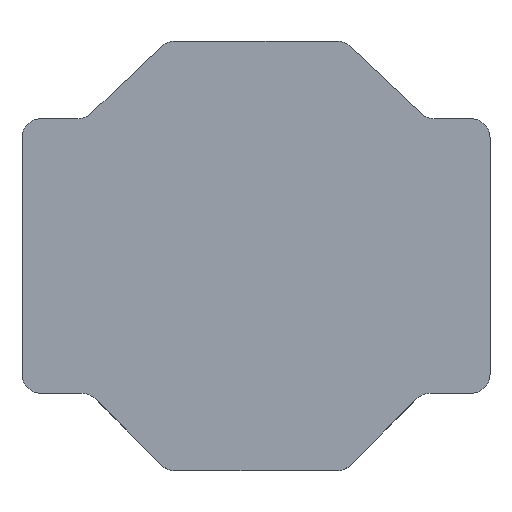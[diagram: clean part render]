
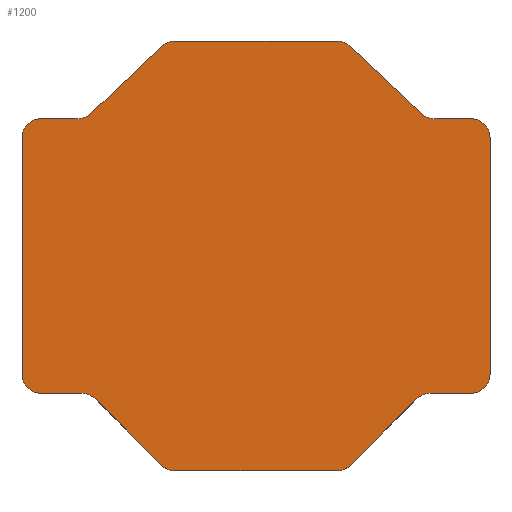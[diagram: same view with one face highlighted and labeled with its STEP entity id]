
A CAD part, front view. The second image highlights one B-rep face of the part: STEP entity #1200.
In plain terms, the highlighted planar face has unit normal (0, -1, 0).
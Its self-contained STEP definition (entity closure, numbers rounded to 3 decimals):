
#62=PLANE('',#1324);
#122=FACE_OUTER_BOUND('',#197,.T.);
#197=EDGE_LOOP('',(#962,#963,#964,#965,#966,#967,#968,#969,#970,#971,#972,
#973,#974,#975,#976,#977,#978,#979,#980,#981,#982,#983,#984,#985));
#270=LINE('',#1880,#379);
#273=LINE('',#1889,#382);
#280=LINE('',#1944,#389);
#286=LINE('',#1985,#395);
#291=LINE('',#2000,#400);
#296=LINE('',#2015,#405);
#299=LINE('',#2021,#408);
#300=LINE('',#2025,#409);
#301=LINE('',#2028,#410);
#302=LINE('',#2032,#411);
#303=LINE('',#2035,#412);
#304=LINE('',#2039,#413);
#379=VECTOR('',#1502,10.);
#382=VECTOR('',#1509,10.);
#389=VECTOR('',#1536,10.);
#395=VECTOR('',#1574,10.);
#400=VECTOR('',#1587,10.);
#405=VECTOR('',#1600,10.);
#408=VECTOR('',#1605,10.);
#409=VECTOR('',#1608,10.);
#410=VECTOR('',#1611,10.);
#411=VECTOR('',#1614,10.);
#412=VECTOR('',#1617,10.);
#413=VECTOR('',#1620,10.);
#470=CIRCLE('',#1285,3.);
#473=CIRCLE('',#1291,3.);
#480=CIRCLE('',#1304,3.);
#487=CIRCLE('',#1317,3.);
#489=CIRCLE('',#1321,3.);
#491=CIRCLE('',#1325,3.);
#492=CIRCLE('',#1326,3.);
#493=CIRCLE('',#1327,3.);
#494=CIRCLE('',#1328,3.);
#495=CIRCLE('',#1329,3.);
#496=CIRCLE('',#1330,3.);
#497=CIRCLE('',#1331,3.);
#550=VERTEX_POINT('',#1854);
#551=VERTEX_POINT('',#1856);
#554=VERTEX_POINT('',#1879);
#556=VERTEX_POINT('',#1885);
#558=VERTEX_POINT('',#1888);
#561=VERTEX_POINT('',#1895);
#569=VERTEX_POINT('',#1942);
#571=VERTEX_POINT('',#1961);
#578=VERTEX_POINT('',#1984);
#580=VERTEX_POINT('',#1990);
#581=VERTEX_POINT('',#1991);
#584=VERTEX_POINT('',#1999);
#586=VERTEX_POINT('',#2005);
#587=VERTEX_POINT('',#2006);
#590=VERTEX_POINT('',#2014);
#592=VERTEX_POINT('',#2020);
#593=VERTEX_POINT('',#2022);
#594=VERTEX_POINT('',#2024);
#595=VERTEX_POINT('',#2027);
#596=VERTEX_POINT('',#2029);
#597=VERTEX_POINT('',#2031);
#598=VERTEX_POINT('',#2034);
#599=VERTEX_POINT('',#2036);
#600=VERTEX_POINT('',#2038);
#678=EDGE_CURVE('',#550,#551,#470,.T.);
#683=EDGE_CURVE('',#554,#551,#270,.T.);
#687=EDGE_CURVE('',#558,#556,#273,.T.);
#691=EDGE_CURVE('',#561,#556,#473,.T.);
#703=EDGE_CURVE('',#561,#569,#280,.T.);
#707=EDGE_CURVE('',#554,#571,#480,.T.);
#718=EDGE_CURVE('',#578,#571,#286,.T.);
#721=EDGE_CURVE('',#580,#581,#487,.T.);
#725=EDGE_CURVE('',#584,#581,#291,.T.);
#728=EDGE_CURVE('',#586,#587,#489,.T.);
#732=EDGE_CURVE('',#590,#587,#296,.T.);
#735=EDGE_CURVE('',#550,#592,#299,.T.);
#736=EDGE_CURVE('',#593,#592,#491,.T.);
#737=EDGE_CURVE('',#593,#594,#300,.T.);
#738=EDGE_CURVE('',#590,#594,#492,.T.);
#739=EDGE_CURVE('',#586,#595,#301,.T.);
#740=EDGE_CURVE('',#596,#595,#493,.T.);
#741=EDGE_CURVE('',#596,#597,#302,.T.);
#742=EDGE_CURVE('',#584,#597,#494,.T.);
#743=EDGE_CURVE('',#580,#598,#303,.T.);
#744=EDGE_CURVE('',#599,#598,#495,.T.);
#745=EDGE_CURVE('',#599,#600,#304,.T.);
#746=EDGE_CURVE('',#558,#600,#496,.T.);
#747=EDGE_CURVE('',#578,#569,#497,.T.);
#962=ORIENTED_EDGE('',*,*,#707,.F.);
#963=ORIENTED_EDGE('',*,*,#683,.T.);
#964=ORIENTED_EDGE('',*,*,#678,.F.);
#965=ORIENTED_EDGE('',*,*,#735,.T.);
#966=ORIENTED_EDGE('',*,*,#736,.F.);
#967=ORIENTED_EDGE('',*,*,#737,.T.);
#968=ORIENTED_EDGE('',*,*,#738,.F.);
#969=ORIENTED_EDGE('',*,*,#732,.T.);
#970=ORIENTED_EDGE('',*,*,#728,.F.);
#971=ORIENTED_EDGE('',*,*,#739,.T.);
#972=ORIENTED_EDGE('',*,*,#740,.F.);
#973=ORIENTED_EDGE('',*,*,#741,.T.);
#974=ORIENTED_EDGE('',*,*,#742,.F.);
#975=ORIENTED_EDGE('',*,*,#725,.T.);
#976=ORIENTED_EDGE('',*,*,#721,.F.);
#977=ORIENTED_EDGE('',*,*,#743,.T.);
#978=ORIENTED_EDGE('',*,*,#744,.F.);
#979=ORIENTED_EDGE('',*,*,#745,.T.);
#980=ORIENTED_EDGE('',*,*,#746,.F.);
#981=ORIENTED_EDGE('',*,*,#687,.T.);
#982=ORIENTED_EDGE('',*,*,#691,.F.);
#983=ORIENTED_EDGE('',*,*,#703,.T.);
#984=ORIENTED_EDGE('',*,*,#747,.F.);
#985=ORIENTED_EDGE('',*,*,#718,.T.);
#1200=ADVANCED_FACE('',(#122),#62,.F.);
#1285=AXIS2_PLACEMENT_3D('',#1857,#1495,#1496);
#1291=AXIS2_PLACEMENT_3D('',#1897,#1515,#1516);
#1304=AXIS2_PLACEMENT_3D('',#1962,#1546,#1547);
#1317=AXIS2_PLACEMENT_3D('',#1992,#1579,#1580);
#1321=AXIS2_PLACEMENT_3D('',#2007,#1592,#1593);
#1324=AXIS2_PLACEMENT_3D('',#2019,#1603,#1604);
#1325=AXIS2_PLACEMENT_3D('',#2023,#1606,#1607);
#1326=AXIS2_PLACEMENT_3D('',#2026,#1609,#1610);
#1327=AXIS2_PLACEMENT_3D('',#2030,#1612,#1613);
#1328=AXIS2_PLACEMENT_3D('',#2033,#1615,#1616);
#1329=AXIS2_PLACEMENT_3D('',#2037,#1618,#1619);
#1330=AXIS2_PLACEMENT_3D('',#2040,#1621,#1622);
#1331=AXIS2_PLACEMENT_3D('',#2041,#1623,#1624);
#1495=DIRECTION('center_axis',(0.,-1.,0.));
#1496=DIRECTION('ref_axis',(-0.383,0.,0.924));
#1502=DIRECTION('',(0.707,0.,0.707));
#1509=DIRECTION('',(1.,0.,0.));
#1515=DIRECTION('center_axis',(0.,-1.,0.));
#1516=DIRECTION('ref_axis',(0.383,0.,0.924));
#1536=DIRECTION('',(0.707,0.,-0.707));
#1546=DIRECTION('center_axis',(0.,1.,0.));
#1547=DIRECTION('ref_axis',(0.383,0.,-0.924));
#1574=DIRECTION('',(1.,0.,0.));
#1579=DIRECTION('center_axis',(0.,-1.,0.));
#1580=DIRECTION('ref_axis',(0.37,0.,-0.929));
#1587=DIRECTION('',(-0.726,0.,-0.688));
#1592=DIRECTION('center_axis',(0.,-1.,0.));
#1593=DIRECTION('ref_axis',(-0.37,0.,-0.929));
#1600=DIRECTION('',(-1.,0.,0.));
#1603=DIRECTION('center_axis',(0.,1.,0.));
#1604=DIRECTION('ref_axis',(1.,0.,0.));
#1605=DIRECTION('',(1.,0.,0.));
#1606=DIRECTION('center_axis',(0.,1.,0.));
#1607=DIRECTION('ref_axis',(0.707,0.,-0.707));
#1608=DIRECTION('',(0.,0.,1.));
#1609=DIRECTION('center_axis',(0.,1.,0.));
#1610=DIRECTION('ref_axis',(0.707,0.,0.707));
#1611=DIRECTION('',(-0.726,0.,0.687));
#1612=DIRECTION('center_axis',(0.,1.,0.));
#1613=DIRECTION('ref_axis',(0.37,0.,0.929));
#1614=DIRECTION('',(-1.,0.,0.));
#1615=DIRECTION('center_axis',(0.,1.,0.));
#1616=DIRECTION('ref_axis',(-0.37,0.,0.929));
#1617=DIRECTION('',(-1.,0.,0.));
#1618=DIRECTION('center_axis',(0.,1.,0.));
#1619=DIRECTION('ref_axis',(-0.707,0.,0.707));
#1620=DIRECTION('',(0.,0.,-1.));
#1621=DIRECTION('center_axis',(0.,1.,0.));
#1622=DIRECTION('ref_axis',(-0.707,0.,-0.707));
#1623=DIRECTION('center_axis',(0.,1.,0.));
#1624=DIRECTION('ref_axis',(-0.383,0.,-0.924));
#1854=CARTESIAN_POINT('',(27.908,0.,-22.));
#1856=CARTESIAN_POINT('',(25.786,0.,-22.879));
#1857=CARTESIAN_POINT('Origin',(27.908,0.,-25.));
#1879=CARTESIAN_POINT('',(15.138,0.,-33.531));
#1880=CARTESIAN_POINT('',(14.26,0.,-34.409));
#1885=CARTESIAN_POINT('',(-27.909,0.,-22.));
#1888=CARTESIAN_POINT('',(-34.5,0.,-22.));
#1889=CARTESIAN_POINT('',(-37.5,0.,-22.));
#1895=CARTESIAN_POINT('',(-25.788,0.,-22.878));
#1897=CARTESIAN_POINT('Origin',(-27.909,0.,-25.));
#1942=CARTESIAN_POINT('',(-15.127,0.,-33.536));
#1944=CARTESIAN_POINT('',(-26.667,0.,-22.));
#1961=CARTESIAN_POINT('',(13.017,0.,-34.41));
#1962=CARTESIAN_POINT('Origin',(13.017,0.,-31.41));
#1984=CARTESIAN_POINT('',(-13.005,0.,-34.414));
#1985=CARTESIAN_POINT('',(-14.248,0.,-34.414));
#1990=CARTESIAN_POINT('',(-28.534,0.,22.));
#1991=CARTESIAN_POINT('',(-26.472,0.,22.822));
#1992=CARTESIAN_POINT('Origin',(-28.534,0.,25.));
#1999=CARTESIAN_POINT('',(-15.102,0.,33.588));
#2000=CARTESIAN_POINT('',(-14.234,0.,34.409));
#2005=CARTESIAN_POINT('',(26.474,0.,22.821));
#2006=CARTESIAN_POINT('',(28.536,0.,22.));
#2007=CARTESIAN_POINT('Origin',(28.536,0.,25.));
#2014=CARTESIAN_POINT('',(34.5,0.,22.));
#2015=CARTESIAN_POINT('',(37.5,0.,22.));
#2019=CARTESIAN_POINT('Origin',(0.,0.,0.));
#2020=CARTESIAN_POINT('',(34.5,0.,-22.));
#2021=CARTESIAN_POINT('',(26.665,0.,-22.));
#2022=CARTESIAN_POINT('',(37.5,0.,-19.));
#2023=CARTESIAN_POINT('Origin',(34.5,0.,-19.));
#2024=CARTESIAN_POINT('',(37.5,0.,19.));
#2025=CARTESIAN_POINT('',(37.5,0.,-22.));
#2026=CARTESIAN_POINT('Origin',(34.5,0.,19.));
#2027=CARTESIAN_POINT('',(15.09,0.,33.593));
#2028=CARTESIAN_POINT('',(27.342,0.,22.));
#2029=CARTESIAN_POINT('',(13.028,0.,34.414));
#2030=CARTESIAN_POINT('Origin',(13.028,0.,31.414));
#2031=CARTESIAN_POINT('',(-13.039,0.,34.41));
#2032=CARTESIAN_POINT('',(14.222,0.,34.414));
#2033=CARTESIAN_POINT('Origin',(-13.039,0.,31.41));
#2034=CARTESIAN_POINT('',(-34.5,0.,22.));
#2035=CARTESIAN_POINT('',(-27.339,0.,22.));
#2036=CARTESIAN_POINT('',(-37.5,0.,19.));
#2037=CARTESIAN_POINT('Origin',(-34.5,0.,19.));
#2038=CARTESIAN_POINT('',(-37.5,0.,-19.));
#2039=CARTESIAN_POINT('',(-37.5,0.,22.));
#2040=CARTESIAN_POINT('Origin',(-34.5,0.,-19.));
#2041=CARTESIAN_POINT('Origin',(-13.006,0.,-31.414));
